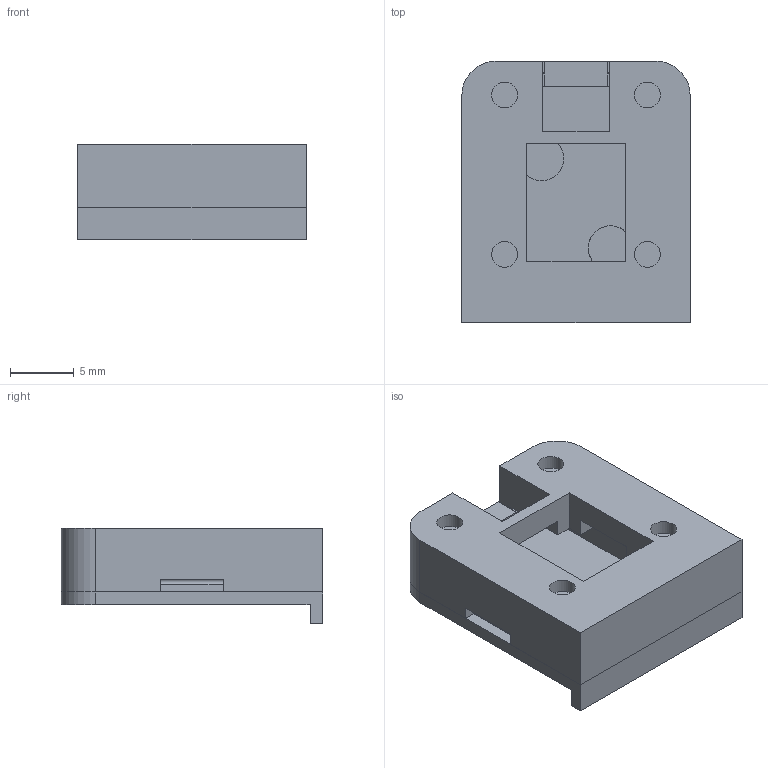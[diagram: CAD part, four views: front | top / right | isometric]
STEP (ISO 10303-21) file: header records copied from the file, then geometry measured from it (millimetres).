
FILE_DESCRIPTION(/* description */ (''),/* implementation_level */ '2;1');
FILE_NAME(/* name */ 'TrackBallSensor_SnapFit.step',/* time_stamp */ '2025-12-10T04:04:15+09:00',/* author */ (''),/* organization */ (''),/* preprocessor_version */ 'ST-DEVELOPER v20.1',/* originating_system */ 'Autodesk Translation Framework v14.21.0.0',/* authorisation */ '');
FILE_SCHEMA (('AUTOMOTIVE_DESIGN { 1 0 10303 214 3 1 1 }'));
Length unit declared in the file: millimetre
Products named in the file (3): PAW3222Case; BottomPart; TopPart
Assembly tree (2 placements, depth 2):
  PAW3222Case
    BottomPart
    TopPart
Bounding box: 17.9 x 20.5 x 7.5 mm (x, y, z)
Volume: 1534.8 mm3; surface area: 2266.5 mm2
Topology: 2 solids, 2 shells, 165 faces, 432 edges, 271 vertices
Faces by surface type: plane 115, cylinder 34, torus 8, cone 8
Full cylindrical faces by diameter (mm): 2.03 x4, 3.5 x2
Entity records: 5102 total; most frequent: CARTESIAN_POINT 874, ORIENTED_EDGE 864, DIRECTION 856, EDGE_CURVE 432, LINE 350, VECTOR 350, VERTEX_POINT 271, AXIS2_PLACEMENT_3D 253
